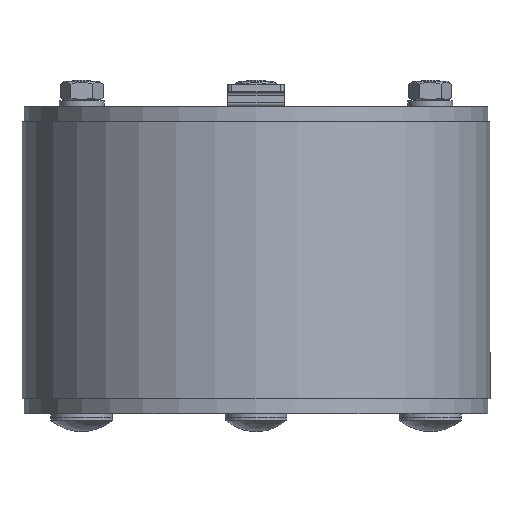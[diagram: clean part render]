
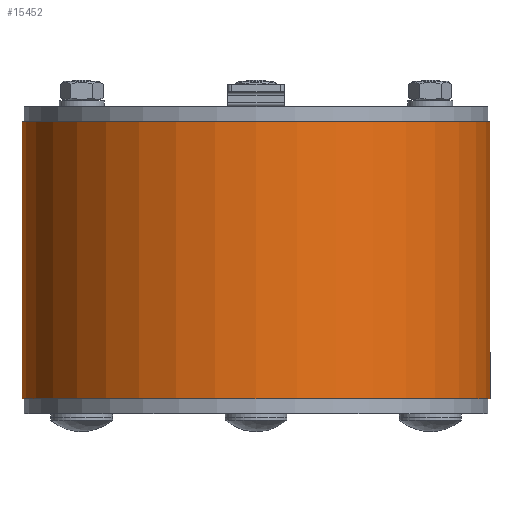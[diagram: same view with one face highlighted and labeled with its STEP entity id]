
A CAD part, front view. The second image highlights one B-rep face of the part: STEP entity #15452.
In plain terms, the highlighted cylindrical face has radius 62.5 mm (diameter 125 mm), a partial arc.
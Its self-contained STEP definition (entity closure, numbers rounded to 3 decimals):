
#482=LINE('',#20555,#2166);
#486=LINE('',#20564,#2170);
#2166=VECTOR('',#17045,74.);
#2170=VECTOR('',#17051,74.);
#5566=FACE_OUTER_BOUND('',#6464,.T.);
#6464=EDGE_LOOP('',(#14328,#14329,#14330,#14331));
#6632=CIRCLE('',#15748,62.5);
#6687=CIRCLE('',#16314,62.5);
#6902=VERTEX_POINT('',#20552);
#6903=VERTEX_POINT('',#20554);
#6906=VERTEX_POINT('',#20561);
#6907=VERTEX_POINT('',#20563);
#8425=EDGE_CURVE('',#6903,#6902,#482,.T.);
#8429=EDGE_CURVE('',#6906,#6907,#486,.T.);
#8433=EDGE_CURVE('',#6907,#6902,#6632,.T.);
#10192=EDGE_CURVE('',#6903,#6906,#6687,.T.);
#14328=ORIENTED_EDGE('',*,*,#8429,.F.);
#14329=ORIENTED_EDGE('',*,*,#10192,.F.);
#14330=ORIENTED_EDGE('',*,*,#8425,.T.);
#14331=ORIENTED_EDGE('',*,*,#8433,.F.);
#14668=CYLINDRICAL_SURFACE('',#16313,62.5);
#15452=ADVANCED_FACE('',(#5566),#14668,.T.);
#15748=AXIS2_PLACEMENT_3D('',#20570,#17061,#17062);
#16313=AXIS2_PLACEMENT_3D('',#25847,#19633,#19634);
#16314=AXIS2_PLACEMENT_3D('',#25848,#19635,#19636);
#17045=DIRECTION('',(0.,0.,1.));
#17051=DIRECTION('',(0.,0.,1.));
#17061=DIRECTION('center_axis',(0.,0.,1.));
#17062=DIRECTION('ref_axis',(-1.,0.008,0.));
#19633=DIRECTION('center_axis',(0.,0.,1.));
#19634=DIRECTION('ref_axis',(-1.,0.008,0.));
#19635=DIRECTION('center_axis',(0.,0.,-1.));
#19636=DIRECTION('ref_axis',(-1.,0.008,0.));
#20552=CARTESIAN_POINT('',(-62.5,0.,74.));
#20554=CARTESIAN_POINT('',(-62.5,0.,0.));
#20555=CARTESIAN_POINT('',(-62.5,0.,0.));
#20561=CARTESIAN_POINT('',(62.5,0.,0.));
#20563=CARTESIAN_POINT('',(62.5,0.,74.));
#20564=CARTESIAN_POINT('',(62.5,0.,0.));
#20570=CARTESIAN_POINT('Origin',(0.,0.,74.));
#25847=CARTESIAN_POINT('Origin',(0.,0.,0.));
#25848=CARTESIAN_POINT('Origin',(0.,0.,0.));
